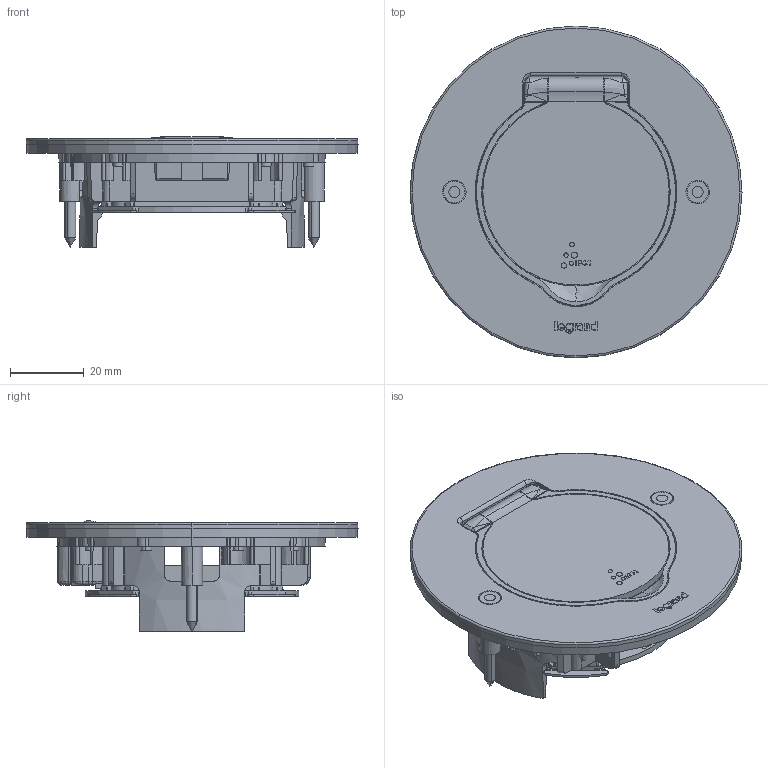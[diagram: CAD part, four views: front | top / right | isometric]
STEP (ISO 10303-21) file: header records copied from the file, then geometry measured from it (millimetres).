
FILE_DESCRIPTION(('CATIA V5 STEP Exchange','CAx-IF Rec.Pracs.--- Model Styling and Organization---1.4--- 2014-01-23'),'2;1');
FILE_NAME('T000366_A _AllCATPart.stp','2021-02-19T15:17:16+00:00',('none'),('none'),'CATIA Version 5-6 Release 2017 SP5','CATIA V5 STEP AP214','none');
FILE_SCHEMA(('AUTOMOTIVE_DESIGN { 1 0 10303 214 1 1 1 1 }'));
Products named in the file (1): T000366_A _AllCATPart
Bounding box: 90 x 90 x 30 mm (x, y, z)
Surface area: 35302.8 mm2 (no closed solid volume)
Topology: 0 solids, 23 shells, 836 faces, 8587 edges, 7648 vertices
Faces by surface type: plane 274, cone 248, bspline 184, cylinder 93, torus 33, sphere 4
Entity records: 84990 total; most frequent: CARTESIAN_POINT 27385, ORIENTED_EDGE 13317, EDGE_CURVE 8546, DIRECTION 8291, VERTEX_POINT 7648, VECTOR 6366, LINE 6366, AXIS2_PLACEMENT_3D 1404
